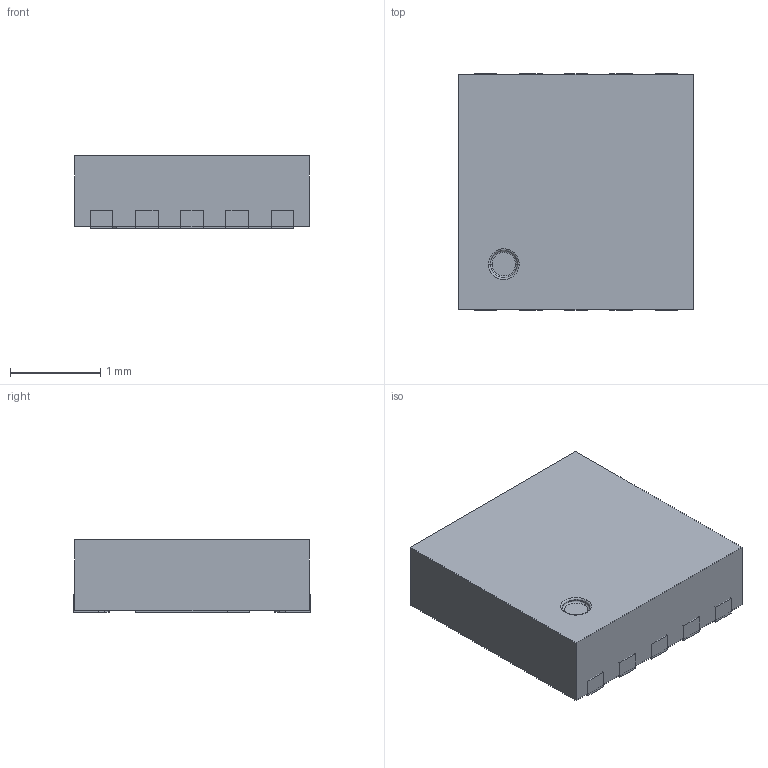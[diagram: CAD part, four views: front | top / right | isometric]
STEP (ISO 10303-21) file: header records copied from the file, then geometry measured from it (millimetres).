
FILE_DESCRIPTION (( 'STEP AP214' ), '1' );
FILE_NAME ('User Library-UDFN10-1.STEP', '2024-05-16T10:38:27', ( '' ), ( '' ), 'SwSTEP 2.0', 'SolidWorks 2022', '' );
FILE_SCHEMA (( 'AUTOMOTIVE_DESIGN' ));
Length unit declared in the file: millimetre
Products named in the file (4): ┬√ΓεΣ√; ─σ≥αδⁿ8; ─σ≥αδⁿ7; User Library-UDFN10-1
Assembly tree (3 placements, depth 2):
  User Library-UDFN10-1
    ┬√ΓεΣ√
    ─σ≥αδⁿ8
    ─σ≥αδⁿ7
Bounding box: 2.6 x 2.62 x 0.8 mm (x, y, z)
Surface area: 32.6 mm2
Topology: 12 solids, 12 shells, 140 faces, 341 edges, 226 vertices
Faces by surface type: plane 134, bspline 4, cylinder 2
Entity records: 5854 total; most frequent: CARTESIAN_POINT 797, ORIENTED_EDGE 682, DIRECTION 629, EDGE_CURVE 341, VECTOR 329, LINE 329, VERTEX_POINT 226, UNCERTAINTY_MEASURE_WITH_UNIT 159
